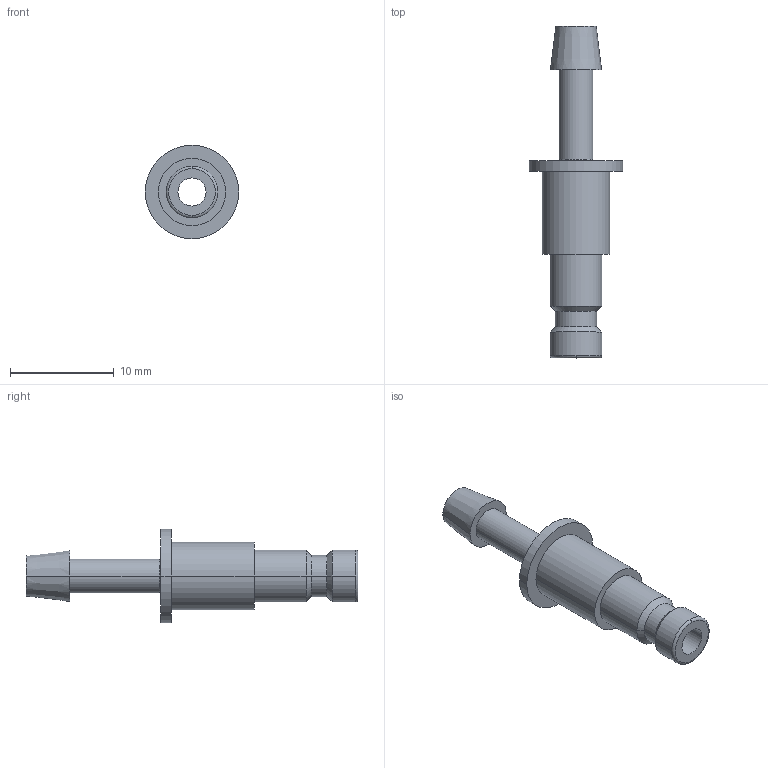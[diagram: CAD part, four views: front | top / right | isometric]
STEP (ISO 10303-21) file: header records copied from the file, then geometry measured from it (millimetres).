
FILE_DESCRIPTION(('STEP AP214'),'1');
FILE_NAME('esmcn_5_sab.stp','2020-04-23T07:28:24',('TraceParts'),('TraceParts S.A.'),'Spatial InterOp 3D',' ',' ');
FILE_SCHEMA(('automotive_design'));
Length unit declared in the file: millimetre
Products named in the file (1): 1
Bounding box: 9 x 32 x 9 mm (x, y, z)
Volume: 464.7 mm3; surface area: 895.7 mm2
Topology: 1 solids, 1 shells, 30 faces, 66 edges, 42 vertices
Faces by surface type: cylinder 14, cone 6, plane 6, torus 4
Entity records: 1108 total; most frequent: DIRECTION 174, CARTESIAN_POINT 139, ORIENTED_EDGE 132, AXIS2_PLACEMENT_3D 77, EDGE_CURVE 66, CIRCLE 46, VERTEX_POINT 42, EDGE_LOOP 36
